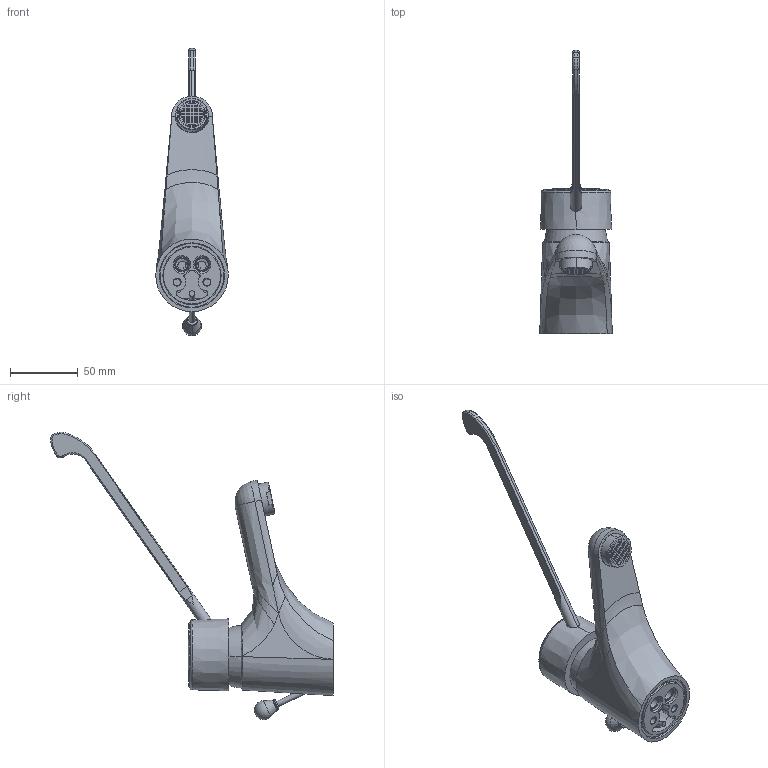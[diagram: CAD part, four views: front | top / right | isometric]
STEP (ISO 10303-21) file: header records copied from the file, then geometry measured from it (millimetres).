
FILE_DESCRIPTION((''),'2;1');
FILE_NAME('PE300CR_SW0001','2024-09-23T16:32:10',('alberto.gaboardi'),('PAFFONI SpA'),'CREO PARAMETRIC BY PTC INC, 2022124','CREO PARAMETRIC BY PTC INC, 2022124','');
FILE_SCHEMA(('CONFIG_CONTROL_DESIGN','SHAPE_APPEARANCE_LAYERS_GROUPS'));
Length unit declared in the file: millimetre
Products named in the file (1): PE300CR_SW0001
Bounding box: 53.5 x 208.58 x 211.87 mm (x, y, z)
Volume: 177695.8 mm3; surface area: 74844.5 mm2
Topology: 4 solids, 16 shells, 2166 faces, 5782 edges, 3784 vertices
Faces by surface type: plane 1851, cylinder 111, torus 91, bspline 55, cone 38, sphere 20
Entity records: 79178 total; most frequent: CARTESIAN_POINT 19788, ORIENTED_EDGE 11544, DIRECTION 10963, EDGE_CURVE 5772, VECTOR 4001, LINE 4001, VERTEX_POINT 3784, AXIS2_PLACEMENT_3D 3481
